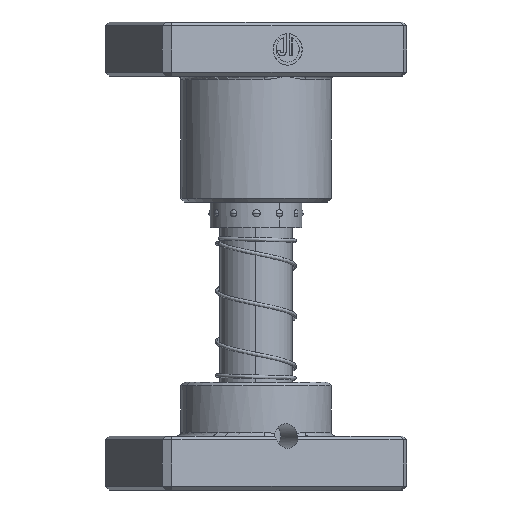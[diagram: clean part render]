
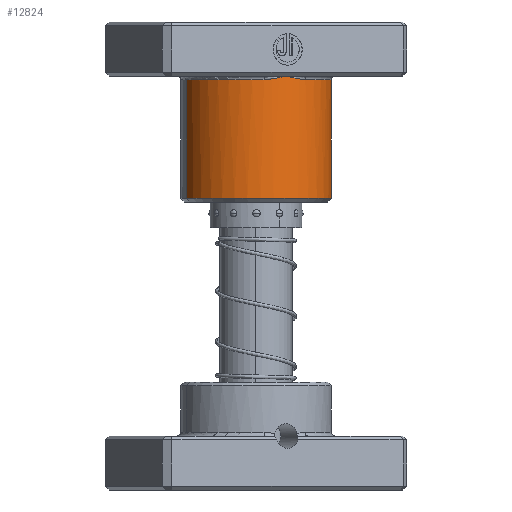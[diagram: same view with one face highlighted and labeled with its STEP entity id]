
A CAD part, left-side view. The second image highlights one B-rep face of the part: STEP entity #12824.
In plain terms, the highlighted cylindrical face has radius 21 mm (diameter 42 mm), a partial arc.
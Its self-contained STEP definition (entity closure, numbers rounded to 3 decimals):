
#165 = CARTESIAN_POINT ( 'NONE',  ( -21., 0., 49. ) ) ;
#913 = CARTESIAN_POINT ( 'NONE',  ( 1.052, 20.975, 15.234 ) ) ;
#1943 = CIRCLE ( 'NONE', #33101, 21. ) ;
#2467 = CARTESIAN_POINT ( 'NONE',  ( 0., 21., 15. ) ) ;
#2560 = EDGE_CURVE ( 'NONE', #33798, #21158, #1943, .T. ) ;
#3565 = CARTESIAN_POINT ( 'NONE',  ( 0.261, 21., 15.058 ) ) ;
#3688 = CARTESIAN_POINT ( 'NONE',  ( 0., 0., 50. ) ) ;
#5106 = CARTESIAN_POINT ( 'NONE',  ( -2.106, 20.921, 15.471 ) ) ;
#5581 = EDGE_LOOP ( 'NONE', ( #9224, #8178, #14758, #8421, #23841, #31066, #19282 ) ) ;
#6171 = VERTEX_POINT ( 'NONE', #12785 ) ;
#6250 = B_SPLINE_CURVE_WITH_KNOTS ( 'NONE', 3,
 ( #24424, #11218, #27058, #11339, #29710, #13976, #32349, #16625, #913, #19267, #3565, #21898 ),
 .UNSPECIFIED., .F., .F.,
 ( 4, 2, 2, 2, 2, 4 ),
 ( 0., 0.002, 0.003, 0.005, 0.006, 0.006 ),
 .UNSPECIFIED. ) ;
#6570 = CARTESIAN_POINT ( 'NONE',  ( 0., 21., 15. ) ) ;
#7638 = DIRECTION ( 'NONE',  ( 0., 0., -1. ) ) ;
#7730 = CARTESIAN_POINT ( 'NONE',  ( -4.189, 20.585, 15.837 ) ) ;
#8147 = CARTESIAN_POINT ( 'NONE',  ( 21., 0., 16. ) ) ;
#8178 = ORIENTED_EDGE ( 'NONE', *, *, #22859, .T. ) ;
#8255 = DIRECTION ( 'NONE',  ( 0., 0., 1. ) ) ;
#8421 = ORIENTED_EDGE ( 'NONE', *, *, #18746, .T. ) ;
#8592 = VECTOR ( 'NONE', #27630, 1000. ) ;
#9108 = DIRECTION ( 'NONE',  ( 0., 0., -1. ) ) ;
#9224 = ORIENTED_EDGE ( 'NONE', *, *, #30890, .T. ) ;
#10214 = CYLINDRICAL_SURFACE ( 'NONE', #23404, 21. ) ;
#10372 = CARTESIAN_POINT ( 'NONE',  ( -5.741, 20.207, 16. ) ) ;
#10525 = VERTEX_POINT ( 'NONE', #165 ) ;
#10626 = CARTESIAN_POINT ( 'NONE',  ( -6.259, 20.045, 16. ) ) ;
#11218 = CARTESIAN_POINT ( 'NONE',  ( 5.741, 20.207, 16. ) ) ;
#11339 = CARTESIAN_POINT ( 'NONE',  ( 4.189, 20.585, 15.837 ) ) ;
#12753 = DIRECTION ( 'NONE',  ( 0., 0., 1. ) ) ;
#12785 = CARTESIAN_POINT ( 'NONE',  ( -21., 0., 16. ) ) ;
#12824 = ADVANCED_FACE ( 'NONE', ( #29510 ), #10214, .T. ) ;
#13030 = VECTOR ( 'NONE', #16016, 1000. ) ;
#13976 = CARTESIAN_POINT ( 'NONE',  ( 2.627, 20.842, 15.566 ) ) ;
#14758 = ORIENTED_EDGE ( 'NONE', *, *, #2560, .T. ) ;
#15441 = VERTEX_POINT ( 'NONE', #6570 ) ;
#15538 = LINE ( 'NONE', #17072, #8592 ) ;
#16016 = DIRECTION ( 'NONE',  ( 0., 0., -1. ) ) ;
#16625 = CARTESIAN_POINT ( 'NONE',  ( 1.314, 20.96, 15.291 ) ) ;
#16871 = CIRCLE ( 'NONE', #30241, 21. ) ;
#17072 = CARTESIAN_POINT ( 'NONE',  ( 21., 0., 50. ) ) ;
#17882 = EDGE_CURVE ( 'NONE', #15441, #32236, #29034, .T. ) ;
#18746 = EDGE_CURVE ( 'NONE', #21158, #15441, #6250, .T. ) ;
#19267 = CARTESIAN_POINT ( 'NONE',  ( 0.526, 20.995, 15.117 ) ) ;
#19282 = ORIENTED_EDGE ( 'NONE', *, *, #23206, .F. ) ;
#19404 = DIRECTION ( 'NONE',  ( -1., 0., 0. ) ) ;
#19883 = CIRCLE ( 'NONE', #27145, 21. ) ;
#20542 = EDGE_CURVE ( 'NONE', #32236, #6171, #19883, .T. ) ;
#20801 = CARTESIAN_POINT ( 'NONE',  ( -1.052, 21., 15.235 ) ) ;
#21158 = VERTEX_POINT ( 'NONE', #32063 ) ;
#21898 = CARTESIAN_POINT ( 'NONE',  ( 0., 21., 15. ) ) ;
#22859 = EDGE_CURVE ( 'NONE', #22882, #33798, #15538, .T. ) ;
#22882 = VERTEX_POINT ( 'NONE', #32921 ) ;
#23206 = EDGE_CURVE ( 'NONE', #10525, #6171, #34011, .T. ) ;
#23383 = CARTESIAN_POINT ( 'NONE',  ( 0., 0., 49. ) ) ;
#23404 = AXIS2_PLACEMENT_3D ( 'NONE', #3688, #9108, #19404 ) ;
#23467 = CARTESIAN_POINT ( 'NONE',  ( -3.67, 20.684, 15.754 ) ) ;
#23828 = CARTESIAN_POINT ( 'NONE',  ( -21., 0., 50. ) ) ;
#23841 = ORIENTED_EDGE ( 'NONE', *, *, #17882, .T. ) ;
#23950 = CARTESIAN_POINT ( 'NONE',  ( 0., 0., 16. ) ) ;
#24424 = CARTESIAN_POINT ( 'NONE',  ( 6.259, 20.045, 16. ) ) ;
#25991 = DIRECTION ( 'NONE',  ( 1., 0., 0. ) ) ;
#26077 = CARTESIAN_POINT ( 'NONE',  ( -5.225, 20.347, 15.959 ) ) ;
#26591 = DIRECTION ( 'NONE',  ( 1., 0., 0. ) ) ;
#27058 = CARTESIAN_POINT ( 'NONE',  ( 5.225, 20.347, 15.959 ) ) ;
#27145 = AXIS2_PLACEMENT_3D ( 'NONE', #23950, #8255, #26591 ) ;
#27630 = DIRECTION ( 'NONE',  ( 0., 0., -1. ) ) ;
#28453 = CARTESIAN_POINT ( 'NONE',  ( 0., 0., 16. ) ) ;
#28727 = CARTESIAN_POINT ( 'NONE',  ( -6.259, 20.045, 16. ) ) ;
#29034 = B_SPLINE_CURVE_WITH_KNOTS ( 'NONE', 3,
 ( #2467, #20801, #5106, #23467, #7730, #26077, #10372, #28727 ),
 .UNSPECIFIED., .F., .F.,
 ( 4, 2, 2, 4 ),
 ( 0., 0.003, 0.005, 0.006 ),
 .UNSPECIFIED. ) ;
#29510 = FACE_OUTER_BOUND ( 'NONE', #5581, .T. ) ;
#29710 = CARTESIAN_POINT ( 'NONE',  ( 3.67, 20.684, 15.754 ) ) ;
#30241 = AXIS2_PLACEMENT_3D ( 'NONE', #23383, #7638, #25991 ) ;
#30890 = EDGE_CURVE ( 'NONE', #10525, #22882, #16871, .T. ) ;
#31066 = ORIENTED_EDGE ( 'NONE', *, *, #20542, .T. ) ;
#31108 = DIRECTION ( 'NONE',  ( 1., 0., 0. ) ) ;
#32063 = CARTESIAN_POINT ( 'NONE',  ( 6.259, 20.045, 16. ) ) ;
#32236 = VERTEX_POINT ( 'NONE', #10626 ) ;
#32349 = CARTESIAN_POINT ( 'NONE',  ( 2.103, 20.901, 15.459 ) ) ;
#32921 = CARTESIAN_POINT ( 'NONE',  ( 21., 0., 49. ) ) ;
#33101 = AXIS2_PLACEMENT_3D ( 'NONE', #28453, #12753, #31108 ) ;
#33798 = VERTEX_POINT ( 'NONE', #8147 ) ;
#34011 = LINE ( 'NONE', #23828, #13030 ) ;
